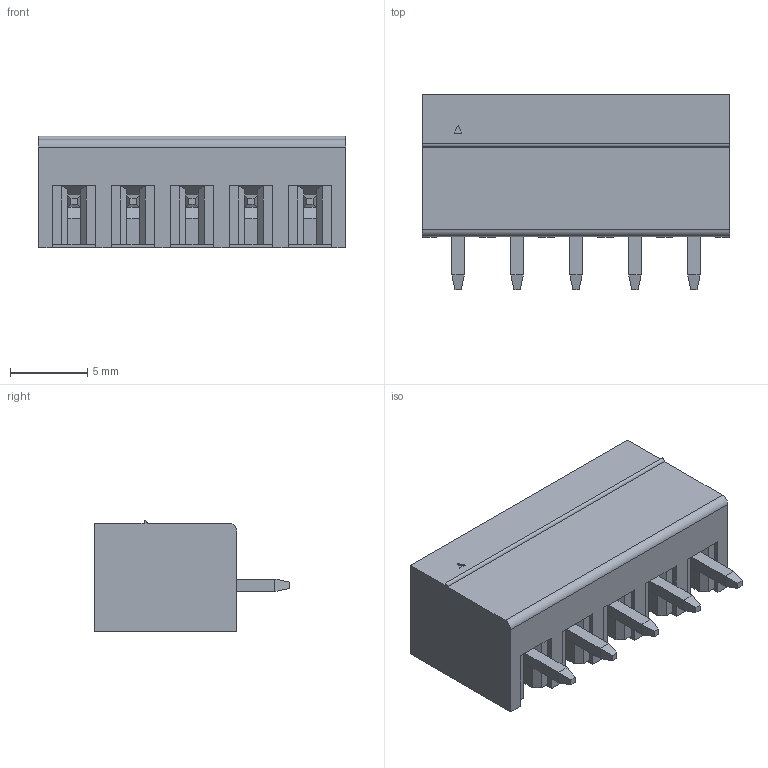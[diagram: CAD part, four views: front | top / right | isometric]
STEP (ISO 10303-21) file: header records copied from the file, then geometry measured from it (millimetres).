
FILE_DESCRIPTION (( 'STEP AP214' ), '1' );
FILE_NAME ('15EDGVC-3.81-05P-14-00AH.STEP', '2021-02-02T01:50:04', ( '' ), ( '' ), 'SwSTEP 2.0', 'SolidWorks 2020', '' );
FILE_SCHEMA (( 'AUTOMOTIVE_DESIGN' ));
Length unit declared in the file: millimetre
Products named in the file (1): 15EDGVC-3.81-05P-14-00AH
Bounding box: 19.84 x 12.6 x 7.2 mm (x, y, z)
Volume: 624.5 mm3; surface area: 1889.2 mm2
Topology: 1 solids, 1 shells, 665 faces, 1767 edges, 1148 vertices
Faces by surface type: plane 495, bspline 138, cylinder 17, torus 10, cone 5
Entity records: 31387 total; most frequent: CARTESIAN_POINT 11765, ORIENTED_EDGE 3534, DIRECTION 2596, EDGE_CURVE 1767, LINE 1422, VECTOR 1422, VERTEX_POINT 1148, EDGE_LOOP 709
